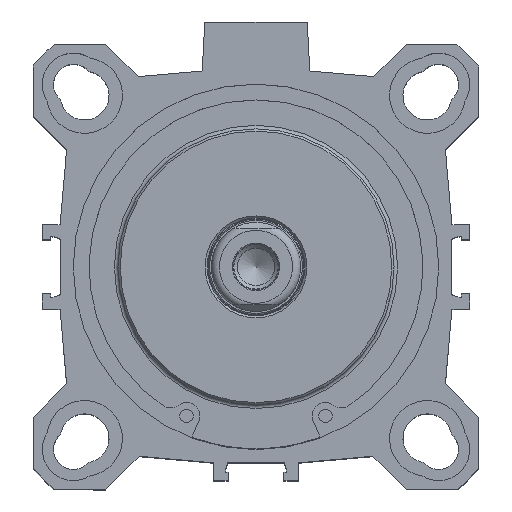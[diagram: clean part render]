
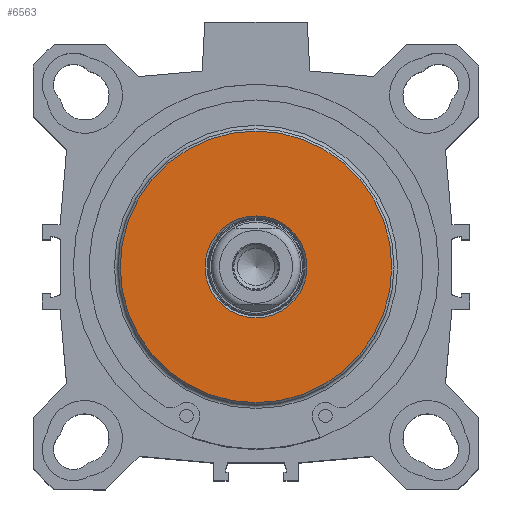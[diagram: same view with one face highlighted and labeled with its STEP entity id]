
A CAD part, top view. The second image highlights one B-rep face of the part: STEP entity #6563.
In plain terms, the highlighted planar face has unit normal (0, 0, 1).
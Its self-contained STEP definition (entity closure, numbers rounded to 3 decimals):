
#6529=CARTESIAN_POINT('',(0.,-30.5,95.05));
#6530=VERTEX_POINT('',#6529);
#6531=CARTESIAN_POINT('',(0.,0.,95.05));
#6532=DIRECTION('',(0.0,0.0,1.0));
#6533=DIRECTION('',(0.0,-1.0,0.0));
#6534=AXIS2_PLACEMENT_3D('',#6531,#6532,#6533);
#6535=CIRCLE('',#6534,30.5);
#6536=EDGE_CURVE('',#6530,#6530,#6535,.T.);
#6544=CARTESIAN_POINT('',(0.,-20.975,95.05));
#6545=DIRECTION('',(0.0,0.0,1.0));
#6546=DIRECTION('',(1.0,0.0,0.0));
#6547=AXIS2_PLACEMENT_3D('',#6544,#6545,#6546);
#6548=PLANE('',#6547);
#6549=ORIENTED_EDGE('',*,*,#6536,.T.);
#6550=EDGE_LOOP('',(#6549));
#6551=FACE_OUTER_BOUND('',#6550,.T.);
#6552=CARTESIAN_POINT('',(0.,-11.45,95.05));
#6553=VERTEX_POINT('',#6552);
#6554=CARTESIAN_POINT('',(0.,0.,95.05));
#6555=DIRECTION('',(0.0,0.0,1.0));
#6556=DIRECTION('',(0.0,-1.0,0.0));
#6557=AXIS2_PLACEMENT_3D('',#6554,#6555,#6556);
#6558=CIRCLE('',#6557,11.45);
#6559=EDGE_CURVE('',#6553,#6553,#6558,.T.);
#6560=ORIENTED_EDGE('',*,*,#6559,.F.);
#6561=EDGE_LOOP('',(#6560));
#6562=FACE_BOUND('',#6561,.T.);
#6563=ADVANCED_FACE('',(#6551,#6562),#6548,.T.);
